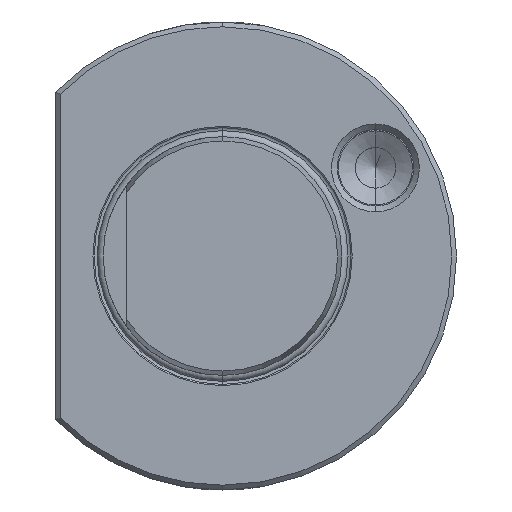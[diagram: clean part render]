
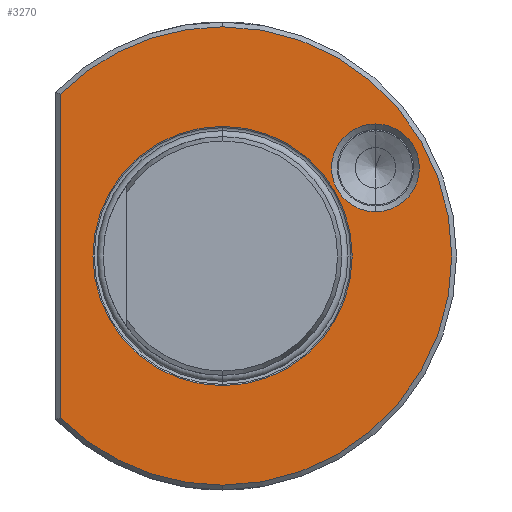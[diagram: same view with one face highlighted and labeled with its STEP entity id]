
A CAD part, left-side view. The second image highlights one B-rep face of the part: STEP entity #3270.
In plain terms, the highlighted planar face has unit normal (-1, 0, 0).
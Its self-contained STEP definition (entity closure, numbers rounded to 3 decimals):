
#1 = EDGE_LOOP ( 'NONE', ( #181, #187 ) ) ;
#5 = EDGE_LOOP ( 'NONE', ( #198, #221, #188, #215 ) ) ;
#181 = ORIENTED_EDGE ( 'NONE', *, *, #4702, .T. ) ;
#184 = ORIENTED_EDGE ( 'NONE', *, *, #10763, .T. ) ;
#187 = ORIENTED_EDGE ( 'NONE', *, *, #10773, .T. ) ;
#188 = ORIENTED_EDGE ( 'NONE', *, *, #10768, .F. ) ;
#198 = ORIENTED_EDGE ( 'NONE', *, *, #11389, .F. ) ;
#205 = ORIENTED_EDGE ( 'NONE', *, *, #11817, .T. ) ;
#215 = ORIENTED_EDGE ( 'NONE', *, *, #11368, .F. ) ;
#221 = ORIENTED_EDGE ( 'NONE', *, *, #10794, .T. ) ;
#326 = EDGE_LOOP ( 'NONE', ( #205, #184 ) ) ;
#542 = CIRCLE ( 'NONE', #13905, 9.2 ) ;
#1031 = DIRECTION ( 'NONE',  ( 0., 0., -1. ) ) ;
#1036 = CARTESIAN_POINT ( 'NONE',  ( 2., -32.01, 18.46 ) ) ;
#1045 = DIRECTION ( 'NONE',  ( 1., 0., 0. ) ) ;
#1297 = CARTESIAN_POINT ( 'NONE',  ( 2., -32.01, 27.66 ) ) ;
#1305 = CARTESIAN_POINT ( 'NONE',  ( 2., -32.01, 9.26 ) ) ;
#1384 = CARTESIAN_POINT ( 'NONE',  ( 2., 34., 33.882 ) ) ;
#1427 = CARTESIAN_POINT ( 'NONE',  ( 2., 0., 48. ) ) ;
#1438 = CARTESIAN_POINT ( 'NONE',  ( 2., 0., 27.15 ) ) ;
#1441 = CARTESIAN_POINT ( 'NONE',  ( 2., 0., -48. ) ) ;
#1490 = CARTESIAN_POINT ( 'NONE',  ( 2., 0., -27.15 ) ) ;
#3270 = ADVANCED_FACE ( 'NONE', ( #31283, #31286, #31345 ), #22173, .F. ) ;
#4702 = EDGE_CURVE ( 'NONE', #14913, #15738, #23530, .T. ) ;
#6111 = LINE ( 'NONE', #22311, #6113 ) ;
#6113 = VECTOR ( 'NONE', #22286, 1000. ) ;
#6189 = CIRCLE ( 'NONE', #11338, 9.2 ) ;
#6195 = CIRCLE ( 'NONE', #11323, 27.15 ) ;
#6204 = CIRCLE ( 'NONE', #11353, 48. ) ;
#7163 = VERTEX_POINT ( 'NONE', #16799 ) ;
#10763 = EDGE_CURVE ( 'NONE', #14819, #14813, #6189, .T. ) ;
#10768 = EDGE_CURVE ( 'NONE', #14953, #7163, #6204, .T. ) ;
#10773 = EDGE_CURVE ( 'NONE', #15738, #14913, #6195, .T. ) ;
#10794 = EDGE_CURVE ( 'NONE', #14923, #7163, #6111, .T. ) ;
#11296 = AXIS2_PLACEMENT_3D ( 'NONE', #22210, #22190, #22179 ) ;
#11308 = AXIS2_PLACEMENT_3D ( 'NONE', #16102, #16089, #16093 ) ;
#11323 = AXIS2_PLACEMENT_3D ( 'NONE', #23573, #23540, #23585 ) ;
#11338 = AXIS2_PLACEMENT_3D ( 'NONE', #23494, #23473, #23509 ) ;
#11353 = AXIS2_PLACEMENT_3D ( 'NONE', #23590, #23560, #23561 ) ;
#11368 = EDGE_CURVE ( 'NONE', #14950, #14953, #29078, .T. ) ;
#11389 = EDGE_CURVE ( 'NONE', #14923, #14950, #29084, .T. ) ;
#11817 = EDGE_CURVE ( 'NONE', #14813, #14819, #542, .T. ) ;
#13864 = AXIS2_PLACEMENT_3D ( 'NONE', #25991, #25985, #26012 ) ;
#13879 = AXIS2_PLACEMENT_3D ( 'NONE', #26149, #26138, #26124 ) ;
#13905 = AXIS2_PLACEMENT_3D ( 'NONE', #1036, #1045, #1031 ) ;
#14813 = VERTEX_POINT ( 'NONE', #1297 ) ;
#14819 = VERTEX_POINT ( 'NONE', #1305 ) ;
#14913 = VERTEX_POINT ( 'NONE', #1438 ) ;
#14923 = VERTEX_POINT ( 'NONE', #1384 ) ;
#14950 = VERTEX_POINT ( 'NONE', #1427 ) ;
#14953 = VERTEX_POINT ( 'NONE', #1441 ) ;
#15738 = VERTEX_POINT ( 'NONE', #1490 ) ;
#16089 = DIRECTION ( 'NONE',  ( 1., 0., 0. ) ) ;
#16093 = DIRECTION ( 'NONE',  ( 0., 0., -1. ) ) ;
#16102 = CARTESIAN_POINT ( 'NONE',  ( 2., 0., 0. ) ) ;
#16799 = CARTESIAN_POINT ( 'NONE',  ( 2., 34., -33.882 ) ) ;
#22173 = PLANE ( 'NONE',  #11296 ) ;
#22179 = DIRECTION ( 'NONE',  ( 0., 0., -1. ) ) ;
#22190 = DIRECTION ( 'NONE',  ( 1., 0., 0. ) ) ;
#22210 = CARTESIAN_POINT ( 'NONE',  ( 2., 25., 0. ) ) ;
#22286 = DIRECTION ( 'NONE',  ( 0., 0., -1. ) ) ;
#22311 = CARTESIAN_POINT ( 'NONE',  ( 2., 34., -32.848 ) ) ;
#23473 = DIRECTION ( 'NONE',  ( 1., 0., 0. ) ) ;
#23494 = CARTESIAN_POINT ( 'NONE',  ( 2., -32.01, 18.46 ) ) ;
#23509 = DIRECTION ( 'NONE',  ( 0., 0., -1. ) ) ;
#23530 = CIRCLE ( 'NONE', #11308, 27.15 ) ;
#23540 = DIRECTION ( 'NONE',  ( 1., 0., 0. ) ) ;
#23560 = DIRECTION ( 'NONE',  ( 1., 0., 0. ) ) ;
#23561 = DIRECTION ( 'NONE',  ( 0., 0., -1. ) ) ;
#23573 = CARTESIAN_POINT ( 'NONE',  ( 2., 0., 0. ) ) ;
#23585 = DIRECTION ( 'NONE',  ( 0., 0., -1. ) ) ;
#23590 = CARTESIAN_POINT ( 'NONE',  ( 2., 0., 0. ) ) ;
#25985 = DIRECTION ( 'NONE',  ( 1., 0., 0. ) ) ;
#25991 = CARTESIAN_POINT ( 'NONE',  ( 2., 0., 0. ) ) ;
#26012 = DIRECTION ( 'NONE',  ( 0., 0., -1. ) ) ;
#26124 = DIRECTION ( 'NONE',  ( 0., 0., -1. ) ) ;
#26138 = DIRECTION ( 'NONE',  ( 1., 0., 0. ) ) ;
#26149 = CARTESIAN_POINT ( 'NONE',  ( 2., 0., 0. ) ) ;
#29078 = CIRCLE ( 'NONE', #13864, 48. ) ;
#29084 = CIRCLE ( 'NONE', #13879, 48. ) ;
#31283 = FACE_BOUND ( 'NONE', #1, .T. ) ;
#31286 = FACE_BOUND ( 'NONE', #326, .T. ) ;
#31345 = FACE_OUTER_BOUND ( 'NONE', #5, .T. ) ;
